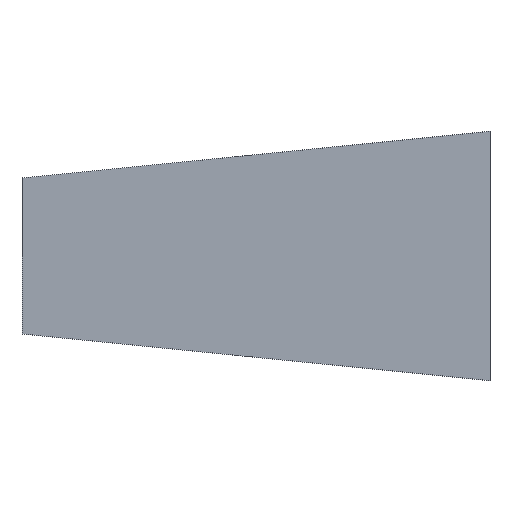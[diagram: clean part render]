
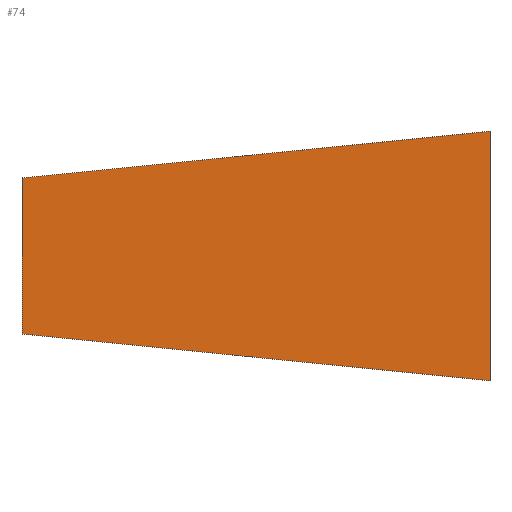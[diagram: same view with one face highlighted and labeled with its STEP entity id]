
A CAD part, left-side view. The second image highlights one B-rep face of the part: STEP entity #74.
In plain terms, the highlighted planar face has unit normal (-1, 0, 0).
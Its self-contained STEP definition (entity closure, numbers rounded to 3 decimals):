
#2 = ORIENTED_EDGE ( 'NONE', *, *, #4, .F. ) ;
#4 = EDGE_CURVE ( 'NONE', #27, #129, #8, .T. ) ;
#8 = LINE ( 'NONE', #43, #169 ) ;
#12 = CARTESIAN_POINT ( 'NONE',  ( 0., 0., -80. ) ) ;
#23 = DIRECTION ( 'NONE',  ( 0., 0., -1. ) ) ;
#27 = VERTEX_POINT ( 'NONE', #180 ) ;
#29 = AXIS2_PLACEMENT_3D ( 'NONE', #196, #146, #108 ) ;
#38 = EDGE_CURVE ( 'NONE', #129, #200, #175, .T. ) ;
#43 = CARTESIAN_POINT ( 'NONE',  ( 0., 0., 0. ) ) ;
#53 = CARTESIAN_POINT ( 'NONE',  ( 0., 150., -65. ) ) ;
#59 = ORIENTED_EDGE ( 'NONE', *, *, #38, .F. ) ;
#61 = DIRECTION ( 'NONE',  ( 0., -0.995, 0.1 ) ) ;
#62 = CARTESIAN_POINT ( 'NONE',  ( 0., 7.921, -79.208 ) ) ;
#71 = VERTEX_POINT ( 'NONE', #88 ) ;
#74 = ADVANCED_FACE ( 'NONE', ( #97 ), #148, .F. ) ;
#83 = VECTOR ( 'NONE', #61, 1000. ) ;
#88 = CARTESIAN_POINT ( 'NONE',  ( 0., 150., -15. ) ) ;
#89 = EDGE_LOOP ( 'NONE', ( #122, #59, #2, #117 ) ) ;
#97 = FACE_OUTER_BOUND ( 'NONE', #89, .T. ) ;
#108 = DIRECTION ( 'NONE',  ( 0., 0., -1. ) ) ;
#113 = EDGE_CURVE ( 'NONE', #200, #71, #157, .T. ) ;
#117 = ORIENTED_EDGE ( 'NONE', *, *, #158, .F. ) ;
#120 = DIRECTION ( 'NONE',  ( 0., 0.995, 0.1 ) ) ;
#122 = ORIENTED_EDGE ( 'NONE', *, *, #113, .F. ) ;
#129 = VERTEX_POINT ( 'NONE', #12 ) ;
#133 = DIRECTION ( 'NONE',  ( 0., 0., 1. ) ) ;
#142 = CARTESIAN_POINT ( 'NONE',  ( 0., 0., 0. ) ) ;
#143 = CARTESIAN_POINT ( 'NONE',  ( 0., 150., 0. ) ) ;
#146 = DIRECTION ( 'NONE',  ( 1., 0., 0. ) ) ;
#148 = PLANE ( 'NONE',  #29 ) ;
#157 = LINE ( 'NONE', #143, #189 ) ;
#158 = EDGE_CURVE ( 'NONE', #71, #27, #161, .T. ) ;
#161 = LINE ( 'NONE', #142, #83 ) ;
#169 = VECTOR ( 'NONE', #23, 1000. ) ;
#175 = LINE ( 'NONE', #62, #186 ) ;
#180 = CARTESIAN_POINT ( 'NONE',  ( 0., 0., 0. ) ) ;
#186 = VECTOR ( 'NONE', #120, 1000. ) ;
#189 = VECTOR ( 'NONE', #133, 1000. ) ;
#196 = CARTESIAN_POINT ( 'NONE',  ( 0., 0., 0. ) ) ;
#200 = VERTEX_POINT ( 'NONE', #53 ) ;
